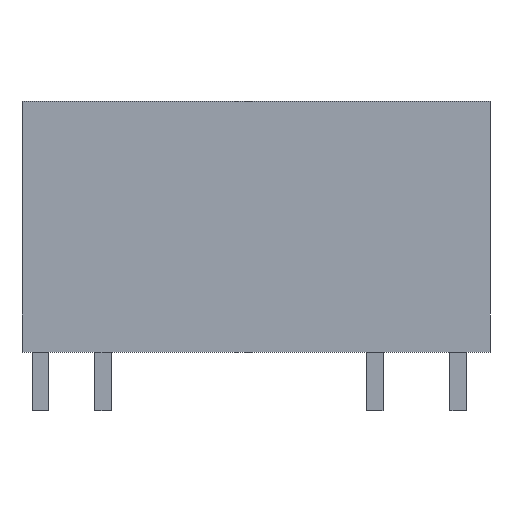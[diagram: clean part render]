
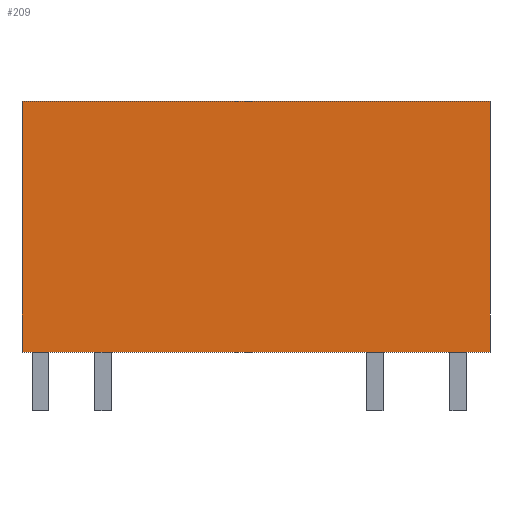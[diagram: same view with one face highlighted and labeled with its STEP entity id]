
A CAD part, front view. The second image highlights one B-rep face of the part: STEP entity #209.
In plain terms, the highlighted planar face has unit normal (0, -1, 0).
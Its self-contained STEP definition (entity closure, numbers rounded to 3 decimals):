
#13=DIRECTION('',(0.,0.,1.));
#27=VECTOR('',#13,1.);
#50=EDGE_CURVE('',#51,#53,#55,.T.);
#51=VERTEX_POINT('',#52);
#52=CARTESIAN_POINT('',(-4.85,-3.7,0.));
#53=VERTEX_POINT('',#54);
#54=CARTESIAN_POINT('',(-4.85,-3.7,15.));
#55=LINE('',#52,#27);
#66=DIRECTION('',(-1.,0.,0.));
#73=VERTEX_POINT('',#74);
#74=CARTESIAN_POINT('',(23.15,-3.7,15.));
#77=DIRECTION('',(0.,-1.,0.));
#79=EDGE_CURVE('',#80,#73,#82,.T.);
#80=VERTEX_POINT('',#81);
#81=CARTESIAN_POINT('',(23.15,-3.7,0.));
#82=LINE('',#81,#27);
#91=ORIENTED_EDGE('',*,*,#92,.F.);
#92=EDGE_CURVE('',#80,#51,#93,.T.);
#93=LINE('',#81,#94);
#94=VECTOR('',#66,1.);
#204=ORIENTED_EDGE('',*,*,#205,.T.);
#205=EDGE_CURVE('',#73,#53,#206,.T.);
#206=LINE('',#74,#94);
#209=ADVANCED_FACE('',(#210),#214,.T.);
#210=FACE_BOUND('',#211,.T.);
#211=EDGE_LOOP('',(#212,#204,#213,#91));
#212=ORIENTED_EDGE('',*,*,#79,.T.);
#213=ORIENTED_EDGE('',*,*,#50,.F.);
#214=PLANE('',#215);
#215=AXIS2_PLACEMENT_3D('',#81,#77,#66);
